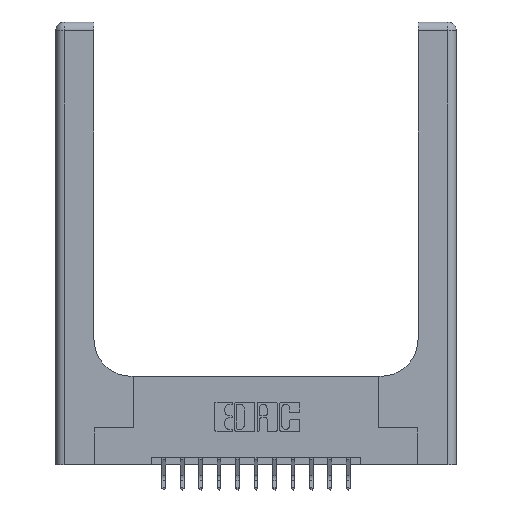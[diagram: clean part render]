
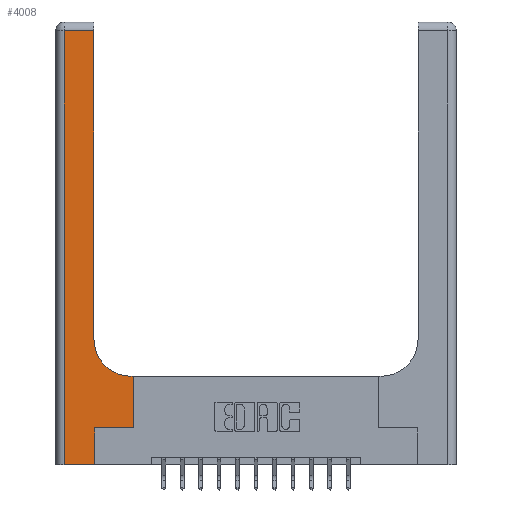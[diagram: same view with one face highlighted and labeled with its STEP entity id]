
A CAD part, top view. The second image highlights one B-rep face of the part: STEP entity #4008.
In plain terms, the highlighted planar face has unit normal (0, 0, 1).
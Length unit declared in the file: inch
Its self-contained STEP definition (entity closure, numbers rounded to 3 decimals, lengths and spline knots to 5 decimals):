
#25 = CARTESIAN_POINT ( 'NONE',  ( 0., 0., 0.37 ) ) ;
#52 = ORIENTED_EDGE ( 'NONE', *, *, #8181, .T. ) ;
#155 = CIRCLE ( 'NONE', #8808, 0.25 ) ;
#206 = VERTEX_POINT ( 'NONE', #13205 ) ;
#461 = VECTOR ( 'NONE', #1347, 39.37008 ) ;
#652 = FACE_OUTER_BOUND ( 'NONE', #3068, .T. ) ;
#799 = CARTESIAN_POINT ( 'NONE',  ( 0.265, 0.25, 0.37 ) ) ;
#1347 = DIRECTION ( 'NONE',  ( 0., 1., 0. ) ) ;
#1715 = VECTOR ( 'NONE', #14235, 39.37008 ) ;
#1900 = EDGE_CURVE ( 'NONE', #13758, #11163, #8942, .T. ) ;
#2123 = ORIENTED_EDGE ( 'NONE', *, *, #6379, .T. ) ;
#2248 = EDGE_CURVE ( 'NONE', #4572, #7351, #10996, .T. ) ;
#2651 = ORIENTED_EDGE ( 'NONE', *, *, #2248, .T. ) ;
#3034 = LINE ( 'NONE', #16164, #14375 ) ;
#3068 = EDGE_LOOP ( 'NONE', ( #5997, #11498, #2651, #10727, #52, #6937, #7853, #12204, #2123 ) ) ;
#3924 = DIRECTION ( 'NONE',  ( 0., -1., 0. ) ) ;
#4008 = ADVANCED_FACE ( 'NONE', ( #652 ), #12386, .F. ) ;
#4382 = CARTESIAN_POINT ( 'NONE',  ( 0.528, 0.6, 0.37 ) ) ;
#4572 = VERTEX_POINT ( 'NONE', #11409 ) ;
#4725 = EDGE_CURVE ( 'NONE', #206, #6519, #7440, .T. ) ;
#4830 = VERTEX_POINT ( 'NONE', #15157 ) ;
#5006 = CARTESIAN_POINT ( 'NONE',  ( 0.528, 0.25, 0.37 ) ) ;
#5375 = LINE ( 'NONE', #5724, #13261 ) ;
#5620 = CARTESIAN_POINT ( 'NONE',  ( 0.528, 0.25, 0.37 ) ) ;
#5724 = CARTESIAN_POINT ( 'NONE',  ( 0., 2.94, 0.37 ) ) ;
#5997 = ORIENTED_EDGE ( 'NONE', *, *, #1900, .T. ) ;
#6379 = EDGE_CURVE ( 'NONE', #6863, #13758, #155, .T. ) ;
#6519 = VERTEX_POINT ( 'NONE', #5620 ) ;
#6863 = VERTEX_POINT ( 'NONE', #12681 ) ;
#6937 = ORIENTED_EDGE ( 'NONE', *, *, #4725, .T. ) ;
#7247 = CARTESIAN_POINT ( 'NONE',  ( 0.26, 0.85, 0.37 ) ) ;
#7306 = EDGE_CURVE ( 'NONE', #9112, #6863, #3034, .T. ) ;
#7349 = VECTOR ( 'NONE', #14145, 39.37008 ) ;
#7351 = VERTEX_POINT ( 'NONE', #12462 ) ;
#7440 = LINE ( 'NONE', #799, #7349 ) ;
#7853 = ORIENTED_EDGE ( 'NONE', *, *, #11838, .T. ) ;
#8181 = EDGE_CURVE ( 'NONE', #4830, #206, #9149, .T. ) ;
#8415 = VECTOR ( 'NONE', #9449, 39.37008 ) ;
#8808 = AXIS2_PLACEMENT_3D ( 'NONE', #10817, #16349, #13766 ) ;
#8942 = LINE ( 'NONE', #9207, #1715 ) ;
#9112 = VERTEX_POINT ( 'NONE', #4382 ) ;
#9149 = LINE ( 'NONE', #15763, #461 ) ;
#9207 = CARTESIAN_POINT ( 'NONE',  ( 0.26, 3., 0.37 ) ) ;
#9449 = DIRECTION ( 'NONE',  ( 1., 0., 0. ) ) ;
#10379 = VECTOR ( 'NONE', #14411, 39.37008 ) ;
#10385 = EDGE_CURVE ( 'NONE', #7351, #4830, #11890, .T. ) ;
#10727 = ORIENTED_EDGE ( 'NONE', *, *, #10385, .T. ) ;
#10817 = CARTESIAN_POINT ( 'NONE',  ( 0.51, 0.85, 0.37 ) ) ;
#10874 = DIRECTION ( 'NONE',  ( -1., 0., 0. ) ) ;
#10996 = LINE ( 'NONE', #11842, #11524 ) ;
#11163 = VERTEX_POINT ( 'NONE', #15479 ) ;
#11409 = CARTESIAN_POINT ( 'NONE',  ( 0.06, 2.94, 0.37 ) ) ;
#11498 = ORIENTED_EDGE ( 'NONE', *, *, #15382, .T. ) ;
#11524 = VECTOR ( 'NONE', #3924, 39.37008 ) ;
#11804 = AXIS2_PLACEMENT_3D ( 'NONE', #16684, #12735, #16351 ) ;
#11838 = EDGE_CURVE ( 'NONE', #6519, #9112, #16923, .T. ) ;
#11842 = CARTESIAN_POINT ( 'NONE',  ( 0.06, 3., 0.37 ) ) ;
#11890 = LINE ( 'NONE', #25, #8415 ) ;
#12204 = ORIENTED_EDGE ( 'NONE', *, *, #7306, .T. ) ;
#12386 = PLANE ( 'NONE',  #11804 ) ;
#12462 = CARTESIAN_POINT ( 'NONE',  ( 0.06, 0., 0.37 ) ) ;
#12681 = CARTESIAN_POINT ( 'NONE',  ( 0.51, 0.6, 0.37 ) ) ;
#12735 = DIRECTION ( 'NONE',  ( 0., 0., -1. ) ) ;
#13205 = CARTESIAN_POINT ( 'NONE',  ( 0.265, 0.25, 0.37 ) ) ;
#13261 = VECTOR ( 'NONE', #16008, 39.37008 ) ;
#13758 = VERTEX_POINT ( 'NONE', #7247 ) ;
#13766 = DIRECTION ( 'NONE',  ( 1., 0., 0. ) ) ;
#14145 = DIRECTION ( 'NONE',  ( 1., 0., 0. ) ) ;
#14235 = DIRECTION ( 'NONE',  ( 0., 1., 0. ) ) ;
#14375 = VECTOR ( 'NONE', #10874, 39.37008 ) ;
#14411 = DIRECTION ( 'NONE',  ( 0., 1., 0. ) ) ;
#15157 = CARTESIAN_POINT ( 'NONE',  ( 0.265, 0., 0.37 ) ) ;
#15382 = EDGE_CURVE ( 'NONE', #11163, #4572, #5375, .T. ) ;
#15479 = CARTESIAN_POINT ( 'NONE',  ( 0.26, 2.94, 0.37 ) ) ;
#15763 = CARTESIAN_POINT ( 'NONE',  ( 0.265, 0., 0.37 ) ) ;
#16008 = DIRECTION ( 'NONE',  ( -1., 0., 0. ) ) ;
#16164 = CARTESIAN_POINT ( 'NONE',  ( 0.26, 0.6, 0.37 ) ) ;
#16349 = DIRECTION ( 'NONE',  ( 0., 0., -1. ) ) ;
#16351 = DIRECTION ( 'NONE',  ( -1., 0., 0. ) ) ;
#16684 = CARTESIAN_POINT ( 'NONE',  ( 0., 3., 0.37 ) ) ;
#16923 = LINE ( 'NONE', #5006, #10379 ) ;
